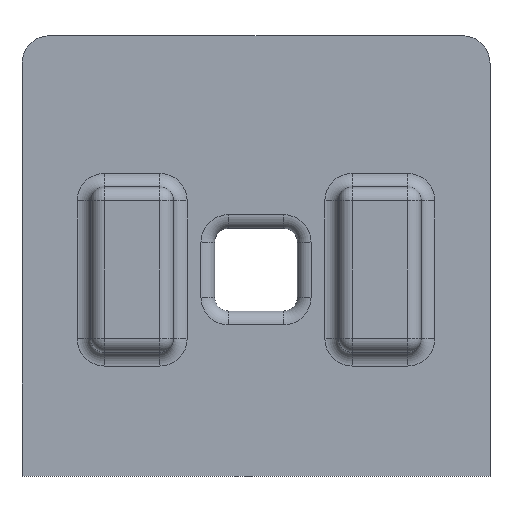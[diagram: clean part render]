
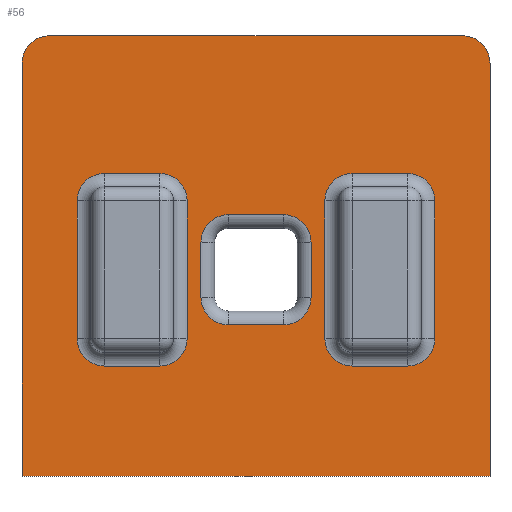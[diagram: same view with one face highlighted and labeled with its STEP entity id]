
A CAD part, top view. The second image highlights one B-rep face of the part: STEP entity #56.
In plain terms, the highlighted planar face has unit normal (0, 0, 1).
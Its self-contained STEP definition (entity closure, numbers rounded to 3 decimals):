
#56=ADVANCED_FACE('',(#196,#198,#200,#202),#204,.T.);
#196=FACE_BOUND('',#197,.T.);
#197=EDGE_LOOP('',(#1567,#1568,#1569,#1570,#1571,#1572));
#198=FACE_BOUND('',#199,.T.);
#199=EDGE_LOOP('',(#1573,#1574,#1575,#1576,#1577,#1578,#1579,#1580));
#200=FACE_BOUND('',#201,.T.);
#201=EDGE_LOOP('',(#1581,#1582,#1583,#1584,#1585,#1586,#1587,#1588));
#202=FACE_BOUND('',#203,.T.);
#203=EDGE_LOOP('',(#1589,#1590,#1591,#1592,#1593,#1594,#1595,#1596));
#204=PLANE('',#205);
#205=AXIS2_PLACEMENT_3D('',#206,#207,#208);
#206=CARTESIAN_POINT('',(0.,0.,10.));
#207=DIRECTION('',(0.,0.,1.));
#208=DIRECTION('',(-1.,0.,0.));
#1567=ORIENTED_EDGE('',*,*,#2049,.T.);
#1568=ORIENTED_EDGE('',*,*,#2024,.T.);
#1569=ORIENTED_EDGE('',*,*,#2050,.F.);
#1570=ORIENTED_EDGE('',*,*,#2051,.T.);
#1571=ORIENTED_EDGE('',*,*,#2052,.F.);
#1572=ORIENTED_EDGE('',*,*,#2026,.T.);
#1573=ORIENTED_EDGE('',*,*,#2053,.F.);
#1574=ORIENTED_EDGE('',*,*,#2054,.F.);
#1575=ORIENTED_EDGE('',*,*,#2055,.F.);
#1576=ORIENTED_EDGE('',*,*,#2056,.F.);
#1577=ORIENTED_EDGE('',*,*,#2057,.F.);
#1578=ORIENTED_EDGE('',*,*,#2058,.F.);
#1579=ORIENTED_EDGE('',*,*,#2059,.F.);
#1580=ORIENTED_EDGE('',*,*,#2060,.F.);
#1581=ORIENTED_EDGE('',*,*,#2061,.F.);
#1582=ORIENTED_EDGE('',*,*,#2062,.F.);
#1583=ORIENTED_EDGE('',*,*,#2063,.F.);
#1584=ORIENTED_EDGE('',*,*,#2064,.F.);
#1585=ORIENTED_EDGE('',*,*,#2065,.F.);
#1586=ORIENTED_EDGE('',*,*,#2066,.F.);
#1587=ORIENTED_EDGE('',*,*,#2067,.F.);
#1588=ORIENTED_EDGE('',*,*,#2068,.F.);
#1589=ORIENTED_EDGE('',*,*,#2069,.T.);
#1590=ORIENTED_EDGE('',*,*,#2070,.F.);
#1591=ORIENTED_EDGE('',*,*,#2071,.T.);
#1592=ORIENTED_EDGE('',*,*,#2072,.F.);
#1593=ORIENTED_EDGE('',*,*,#2073,.T.);
#1594=ORIENTED_EDGE('',*,*,#2074,.F.);
#1595=ORIENTED_EDGE('',*,*,#2075,.T.);
#1596=ORIENTED_EDGE('',*,*,#2076,.F.);
#2024=EDGE_CURVE('',#2263,#2268,#2270,.T.);
#2026=EDGE_CURVE('',#2274,#2272,#2275,.T.);
#2049=EDGE_CURVE('',#2272,#2263,#2317,.F.);
#2050=EDGE_CURVE('',#2318,#2268,#2319,.F.);
#2051=EDGE_CURVE('',#2318,#2320,#2321,.T.);
#2052=EDGE_CURVE('',#2274,#2320,#2322,.F.);
#2053=EDGE_CURVE('',#2323,#2324,#2325,.T.);
#2054=EDGE_CURVE('',#2326,#2323,#2327,.F.);
#2055=EDGE_CURVE('',#2328,#2326,#2329,.T.);
#2056=EDGE_CURVE('',#2330,#2328,#2331,.F.);
#2057=EDGE_CURVE('',#2332,#2330,#2333,.T.);
#2058=EDGE_CURVE('',#2334,#2332,#2335,.F.);
#2059=EDGE_CURVE('',#2336,#2334,#2337,.T.);
#2060=EDGE_CURVE('',#2324,#2336,#2338,.F.);
#2061=EDGE_CURVE('',#2339,#2340,#2341,.T.);
#2062=EDGE_CURVE('',#2342,#2339,#2343,.F.);
#2063=EDGE_CURVE('',#2344,#2342,#2345,.T.);
#2064=EDGE_CURVE('',#2346,#2344,#2347,.F.);
#2065=EDGE_CURVE('',#2348,#2346,#2349,.T.);
#2066=EDGE_CURVE('',#2350,#2348,#2351,.F.);
#2067=EDGE_CURVE('',#2352,#2350,#2353,.T.);
#2068=EDGE_CURVE('',#2340,#2352,#2354,.F.);
#2069=EDGE_CURVE('',#2355,#2356,#2357,.F.);
#2070=EDGE_CURVE('',#2358,#2356,#2359,.F.);
#2071=EDGE_CURVE('',#2358,#2360,#2361,.F.);
#2072=EDGE_CURVE('',#2362,#2360,#2363,.F.);
#2073=EDGE_CURVE('',#2362,#2364,#2365,.F.);
#2074=EDGE_CURVE('',#2366,#2364,#2367,.F.);
#2075=EDGE_CURVE('',#2366,#2368,#2369,.F.);
#2076=EDGE_CURVE('',#2355,#2368,#2370,.F.);
#2263=VERTEX_POINT('',#2637);
#2268=VERTEX_POINT('',#2646);
#2270=LINE('',#2650,#2651);
#2272=VERTEX_POINT('',#2654);
#2274=VERTEX_POINT('',#2658);
#2275=LINE('',#2659,#2660);
#2317=LINE('',#2753,#2754);
#2318=VERTEX_POINT('',#2756);
#2319=CIRCLE('',#2757,10.);
#2320=VERTEX_POINT('',#2761);
#2321=LINE('',#2762,#2763);
#2322=CIRCLE('',#2765,10.);
#2323=VERTEX_POINT('',#2769);
#2324=VERTEX_POINT('',#2770);
#2325=LINE('',#2771,#2772);
#2326=VERTEX_POINT('',#2774);
#2327=CIRCLE('',#2775,10.);
#2328=VERTEX_POINT('',#2779);
#2329=LINE('',#2780,#2781);
#2330=VERTEX_POINT('',#2783);
#2331=CIRCLE('',#2784,10.);
#2332=VERTEX_POINT('',#2788);
#2333=LINE('',#2789,#2790);
#2334=VERTEX_POINT('',#2792);
#2335=CIRCLE('',#2793,10.);
#2336=VERTEX_POINT('',#2797);
#2337=LINE('',#2798,#2799);
#2338=CIRCLE('',#2801,10.);
#2339=VERTEX_POINT('',#2805);
#2340=VERTEX_POINT('',#2806);
#2341=LINE('',#2807,#2808);
#2342=VERTEX_POINT('',#2810);
#2343=CIRCLE('',#2811,10.);
#2344=VERTEX_POINT('',#2815);
#2345=LINE('',#2816,#2817);
#2346=VERTEX_POINT('',#2819);
#2347=CIRCLE('',#2820,10.);
#2348=VERTEX_POINT('',#2824);
#2349=LINE('',#2825,#2826);
#2350=VERTEX_POINT('',#2828);
#2351=CIRCLE('',#2829,10.);
#2352=VERTEX_POINT('',#2833);
#2353=LINE('',#2834,#2835);
#2354=CIRCLE('',#2837,10.);
#2355=VERTEX_POINT('',#2841);
#2356=VERTEX_POINT('',#2842);
#2357=LINE('',#2843,#2844);
#2358=VERTEX_POINT('',#2846);
#2359=CIRCLE('',#2847,10.);
#2360=VERTEX_POINT('',#2851);
#2361=LINE('',#2852,#2853);
#2362=VERTEX_POINT('',#2855);
#2363=CIRCLE('',#2856,10.);
#2364=VERTEX_POINT('',#2860);
#2365=LINE('',#2861,#2862);
#2366=VERTEX_POINT('',#2864);
#2367=CIRCLE('',#2865,10.);
#2368=VERTEX_POINT('',#2869);
#2369=LINE('',#2870,#2871);
#2370=CIRCLE('',#2873,10.);
#2637=CARTESIAN_POINT('',(85.,-75.,10.));
#2646=CARTESIAN_POINT('',(85.,75.,10.));
#2650=CARTESIAN_POINT('',(85.,-75.,10.));
#2651=VECTOR('',#2652,1.);
#2652=DIRECTION('',(0.,1.,0.));
#2654=CARTESIAN_POINT('',(-85.,-75.,10.));
#2658=CARTESIAN_POINT('',(-85.,75.,10.));
#2659=CARTESIAN_POINT('',(-85.,75.,10.));
#2660=VECTOR('',#2661,1.);
#2661=DIRECTION('',(0.,-1.,0.));
#2753=CARTESIAN_POINT('',(85.,-75.,10.));
#2754=VECTOR('',#2755,1.);
#2755=DIRECTION('',(-1.,0.,0.));
#2756=CARTESIAN_POINT('',(75.,85.,10.));
#2757=AXIS2_PLACEMENT_3D('',#2758,#2759,#2760);
#2758=CARTESIAN_POINT('',(75.,75.,10.));
#2759=DIRECTION('',(0.,0.,1.));
#2760=DIRECTION('',(1.,0.,0.));
#2761=CARTESIAN_POINT('',(-75.,85.,10.));
#2762=CARTESIAN_POINT('',(75.,85.,10.));
#2763=VECTOR('',#2764,1.);
#2764=DIRECTION('',(-1.,0.,0.));
#2765=AXIS2_PLACEMENT_3D('',#2766,#2767,#2768);
#2766=CARTESIAN_POINT('',(-75.,75.,10.));
#2767=DIRECTION('',(0.,0.,1.));
#2768=DIRECTION('',(0.,1.,0.));
#2769=CARTESIAN_POINT('',(25.,25.,10.));
#2770=CARTESIAN_POINT('',(25.,-25.,10.));
#2771=CARTESIAN_POINT('',(25.,25.,10.));
#2772=VECTOR('',#2773,1.);
#2773=DIRECTION('',(0.,-1.,0.));
#2774=CARTESIAN_POINT('',(35.,35.,10.));
#2775=AXIS2_PLACEMENT_3D('',#2776,#2777,#2778);
#2776=CARTESIAN_POINT('',(35.,25.,10.));
#2777=DIRECTION('',(0.,0.,-1.));
#2778=DIRECTION('',(-1.,0.,0.));
#2779=CARTESIAN_POINT('',(55.,35.,10.));
#2780=CARTESIAN_POINT('',(55.,35.,10.));
#2781=VECTOR('',#2782,1.);
#2782=DIRECTION('',(-1.,0.,0.));
#2783=CARTESIAN_POINT('',(65.,25.,10.));
#2784=AXIS2_PLACEMENT_3D('',#2785,#2786,#2787);
#2785=CARTESIAN_POINT('',(55.,25.,10.));
#2786=DIRECTION('',(0.,0.,-1.));
#2787=DIRECTION('',(0.,1.,0.));
#2788=CARTESIAN_POINT('',(65.,-25.,10.));
#2789=CARTESIAN_POINT('',(65.,-25.,10.));
#2790=VECTOR('',#2791,1.);
#2791=DIRECTION('',(0.,1.,0.));
#2792=CARTESIAN_POINT('',(55.,-35.,10.));
#2793=AXIS2_PLACEMENT_3D('',#2794,#2795,#2796);
#2794=CARTESIAN_POINT('',(55.,-25.,10.));
#2795=DIRECTION('',(0.,0.,-1.));
#2796=DIRECTION('',(1.,0.,0.));
#2797=CARTESIAN_POINT('',(35.,-35.,10.));
#2798=CARTESIAN_POINT('',(35.,-35.,10.));
#2799=VECTOR('',#2800,1.);
#2800=DIRECTION('',(1.,0.,0.));
#2801=AXIS2_PLACEMENT_3D('',#2802,#2803,#2804);
#2802=CARTESIAN_POINT('',(35.,-25.,10.));
#2803=DIRECTION('',(0.,0.,-1.));
#2804=DIRECTION('',(0.,-1.,0.));
#2805=CARTESIAN_POINT('',(-65.,25.,10.));
#2806=CARTESIAN_POINT('',(-65.,-25.,10.));
#2807=CARTESIAN_POINT('',(-65.,25.,10.));
#2808=VECTOR('',#2809,1.);
#2809=DIRECTION('',(0.,-1.,0.));
#2810=CARTESIAN_POINT('',(-55.,35.,10.));
#2811=AXIS2_PLACEMENT_3D('',#2812,#2813,#2814);
#2812=CARTESIAN_POINT('',(-55.,25.,10.));
#2813=DIRECTION('',(0.,0.,-1.));
#2814=DIRECTION('',(-1.,0.,0.));
#2815=CARTESIAN_POINT('',(-35.,35.,10.));
#2816=CARTESIAN_POINT('',(-35.,35.,10.));
#2817=VECTOR('',#2818,1.);
#2818=DIRECTION('',(-1.,0.,0.));
#2819=CARTESIAN_POINT('',(-25.,25.,10.));
#2820=AXIS2_PLACEMENT_3D('',#2821,#2822,#2823);
#2821=CARTESIAN_POINT('',(-35.,25.,10.));
#2822=DIRECTION('',(0.,0.,-1.));
#2823=DIRECTION('',(0.,1.,0.));
#2824=CARTESIAN_POINT('',(-25.,-25.,10.));
#2825=CARTESIAN_POINT('',(-25.,-25.,10.));
#2826=VECTOR('',#2827,1.);
#2827=DIRECTION('',(0.,1.,0.));
#2828=CARTESIAN_POINT('',(-35.,-35.,10.));
#2829=AXIS2_PLACEMENT_3D('',#2830,#2831,#2832);
#2830=CARTESIAN_POINT('',(-35.,-25.,10.));
#2831=DIRECTION('',(0.,0.,-1.));
#2832=DIRECTION('',(1.,0.,0.));
#2833=CARTESIAN_POINT('',(-55.,-35.,10.));
#2834=CARTESIAN_POINT('',(-55.,-35.,10.));
#2835=VECTOR('',#2836,1.);
#2836=DIRECTION('',(1.,0.,0.));
#2837=AXIS2_PLACEMENT_3D('',#2838,#2839,#2840);
#2838=CARTESIAN_POINT('',(-55.,-25.,10.));
#2839=DIRECTION('',(0.,0.,-1.));
#2840=DIRECTION('',(0.,-1.,0.));
#2841=CARTESIAN_POINT('',(-20.,-10.,10.));
#2842=CARTESIAN_POINT('',(-20.,10.,10.));
#2843=CARTESIAN_POINT('',(-20.,10.,10.));
#2844=VECTOR('',#2845,1.);
#2845=DIRECTION('',(0.,-1.,0.));
#2846=CARTESIAN_POINT('',(-10.,20.,10.));
#2847=AXIS2_PLACEMENT_3D('',#2848,#2849,#2850);
#2848=CARTESIAN_POINT('',(-10.,10.,10.));
#2849=DIRECTION('',(0.,0.,-1.));
#2850=DIRECTION('',(-1.,0.,0.));
#2851=CARTESIAN_POINT('',(10.,20.,10.));
#2852=CARTESIAN_POINT('',(10.,20.,10.));
#2853=VECTOR('',#2854,1.);
#2854=DIRECTION('',(-1.,0.,0.));
#2855=CARTESIAN_POINT('',(20.,10.,10.));
#2856=AXIS2_PLACEMENT_3D('',#2857,#2858,#2859);
#2857=CARTESIAN_POINT('',(10.,10.,10.));
#2858=DIRECTION('',(0.,0.,-1.));
#2859=DIRECTION('',(0.,1.,0.));
#2860=CARTESIAN_POINT('',(20.,-10.,10.));
#2861=CARTESIAN_POINT('',(20.,-10.,10.));
#2862=VECTOR('',#2863,1.);
#2863=DIRECTION('',(0.,1.,0.));
#2864=CARTESIAN_POINT('',(10.,-20.,10.));
#2865=AXIS2_PLACEMENT_3D('',#2866,#2867,#2868);
#2866=CARTESIAN_POINT('',(10.,-10.,10.));
#2867=DIRECTION('',(0.,0.,-1.));
#2868=DIRECTION('',(1.,0.,0.));
#2869=CARTESIAN_POINT('',(-10.,-20.,10.));
#2870=CARTESIAN_POINT('',(-10.,-20.,10.));
#2871=VECTOR('',#2872,1.);
#2872=DIRECTION('',(1.,0.,0.));
#2873=AXIS2_PLACEMENT_3D('',#2874,#2875,#2876);
#2874=CARTESIAN_POINT('',(-10.,-10.,10.));
#2875=DIRECTION('',(0.,0.,-1.));
#2876=DIRECTION('',(0.,-1.,0.));
